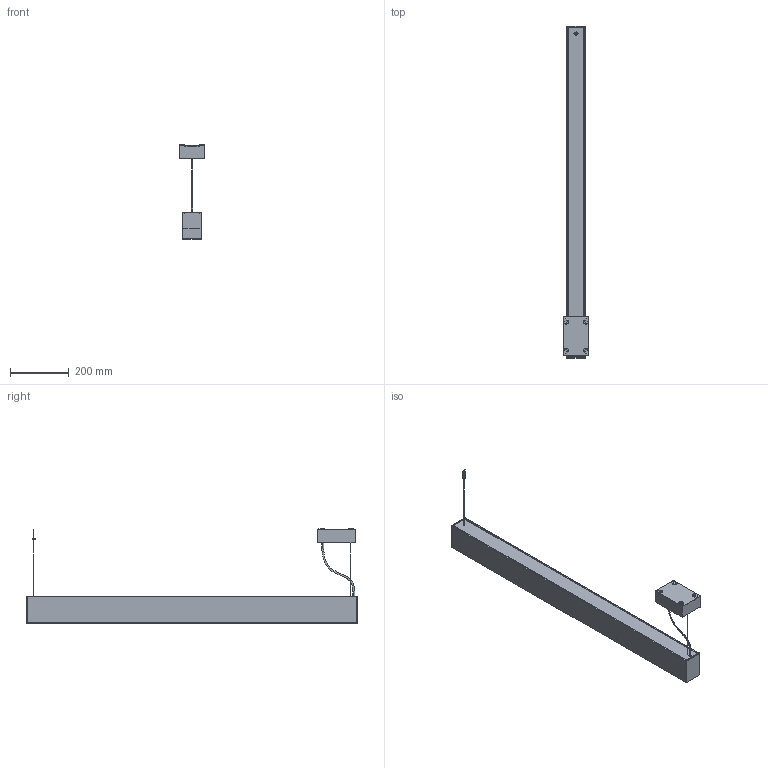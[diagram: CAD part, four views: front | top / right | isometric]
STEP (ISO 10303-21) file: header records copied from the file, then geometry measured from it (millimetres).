
FILE_DESCRIPTION(/* description */ (''),/* implementation_level */ '2;1');
FILE_NAME(/* name */ 'SMART OFFICE 1X',/* time_stamp */ '2018-02-13T11:08:54+01:00',/* author */ (''),/* organization */ (''),/* preprocessor_version */ 'ST-DEVELOPER v15',/* originating_system */ '',/* authorisation */ '');
FILE_SCHEMA (('CONFIG_CONTROL_DESIGN'));
Length unit declared in the file: millimetre
Products named in the file (1): Document
Bounding box: 87.61 x 1129 x 320.25 mm (x, y, z)
Volume: 22590.6 mm3; surface area: 653846.5 mm2
Topology: 5 solids, 17 shells, 903 faces, 2418 edges, 1507 vertices
Faces by surface type: bspline 723, plane 180
Entity records: 42400 total; most frequent: CARTESIAN_POINT 29564, ORIENTED_EDGE 4347, EDGE_CURVE 2366, VERTEX_POINT 1489, B_SPLINE_CURVE_WITH_KNOTS 1147, EDGE_LOOP 944, ADVANCED_FACE 902, FACE_OUTER_BOUND 902
